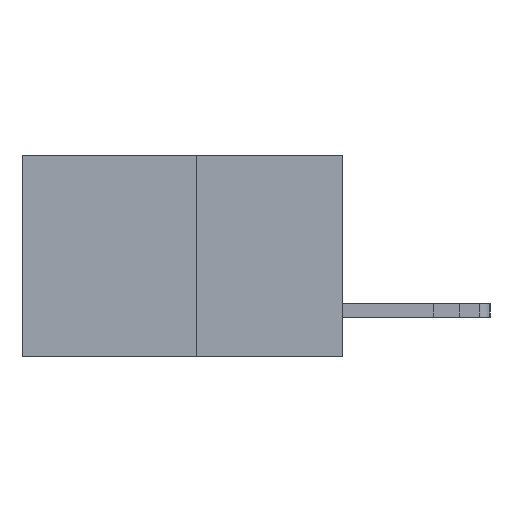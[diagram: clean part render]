
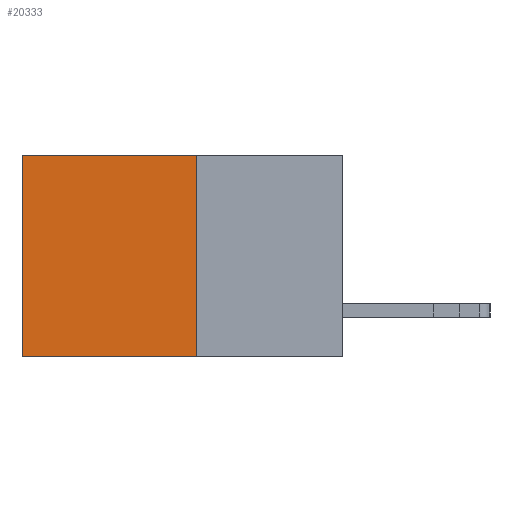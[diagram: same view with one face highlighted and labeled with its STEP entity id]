
A CAD part, left-side view. The second image highlights one B-rep face of the part: STEP entity #20333.
In plain terms, the highlighted planar face has unit normal (-1, 0, 0).
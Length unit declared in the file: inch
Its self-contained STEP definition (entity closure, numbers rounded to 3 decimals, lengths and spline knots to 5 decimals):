
#255 = CARTESIAN_POINT ( 'NONE',  ( 0.277, 0.27, -0.37 ) ) ;
#1349 = EDGE_LOOP ( 'NONE', ( #20373, #9428, #8716, #5943 ) ) ;
#1824 = CARTESIAN_POINT ( 'NONE',  ( 0.277, 0.27, -0.37 ) ) ;
#2211 = DIRECTION ( 'NONE',  ( 0., 1., 0. ) ) ;
#2223 = EDGE_CURVE ( 'NONE', #21917, #6605, #21603, .T. ) ;
#2290 = CARTESIAN_POINT ( 'NONE',  ( 0.277, 0.27, 0. ) ) ;
#3052 = VECTOR ( 'NONE', #14495, 39.37008 ) ;
#3204 = LINE ( 'NONE', #5545, #21237 ) ;
#3791 = DIRECTION ( 'NONE',  ( 0., 0., -1. ) ) ;
#4768 = CARTESIAN_POINT ( 'NONE',  ( 0.277, 0.59, -0.37 ) ) ;
#5545 = CARTESIAN_POINT ( 'NONE',  ( 0.277, 0.59, -0.37 ) ) ;
#5943 = ORIENTED_EDGE ( 'NONE', *, *, #19208, .T. ) ;
#6605 = VERTEX_POINT ( 'NONE', #4768 ) ;
#7025 = EDGE_CURVE ( 'NONE', #22564, #21917, #7371, .T. ) ;
#7330 = PLANE ( 'NONE',  #22487 ) ;
#7371 = LINE ( 'NONE', #18952, #17131 ) ;
#7563 = FACE_OUTER_BOUND ( 'NONE', #1349, .T. ) ;
#8716 = ORIENTED_EDGE ( 'NONE', *, *, #7025, .F. ) ;
#9428 = ORIENTED_EDGE ( 'NONE', *, *, #2223, .F. ) ;
#9485 = LINE ( 'NONE', #2290, #13552 ) ;
#10292 = VERTEX_POINT ( 'NONE', #15873 ) ;
#12502 = DIRECTION ( 'NONE',  ( 0., 0., -1. ) ) ;
#13042 = EDGE_CURVE ( 'NONE', #10292, #6605, #3204, .T. ) ;
#13552 = VECTOR ( 'NONE', #2211, 39.37008 ) ;
#14032 = CARTESIAN_POINT ( 'NONE',  ( 0.277, 0.27, 0. ) ) ;
#14244 = DIRECTION ( 'NONE',  ( 1., 0., 0. ) ) ;
#14495 = DIRECTION ( 'NONE',  ( 0., 1., 0. ) ) ;
#15873 = CARTESIAN_POINT ( 'NONE',  ( 0.277, 0.59, 0. ) ) ;
#17131 = VECTOR ( 'NONE', #19019, 39.37008 ) ;
#17573 = CARTESIAN_POINT ( 'NONE',  ( 0.277, 0.27, -0.37 ) ) ;
#18952 = CARTESIAN_POINT ( 'NONE',  ( 0.277, 0.27, -0.37 ) ) ;
#19019 = DIRECTION ( 'NONE',  ( 0., 0., -1. ) ) ;
#19208 = EDGE_CURVE ( 'NONE', #22564, #10292, #9485, .T. ) ;
#20333 = ADVANCED_FACE ( 'NONE', ( #7563 ), #7330, .F. ) ;
#20373 = ORIENTED_EDGE ( 'NONE', *, *, #13042, .T. ) ;
#21237 = VECTOR ( 'NONE', #12502, 39.37008 ) ;
#21603 = LINE ( 'NONE', #17573, #3052 ) ;
#21917 = VERTEX_POINT ( 'NONE', #1824 ) ;
#22487 = AXIS2_PLACEMENT_3D ( 'NONE', #255, #14244, #3791 ) ;
#22564 = VERTEX_POINT ( 'NONE', #14032 ) ;
